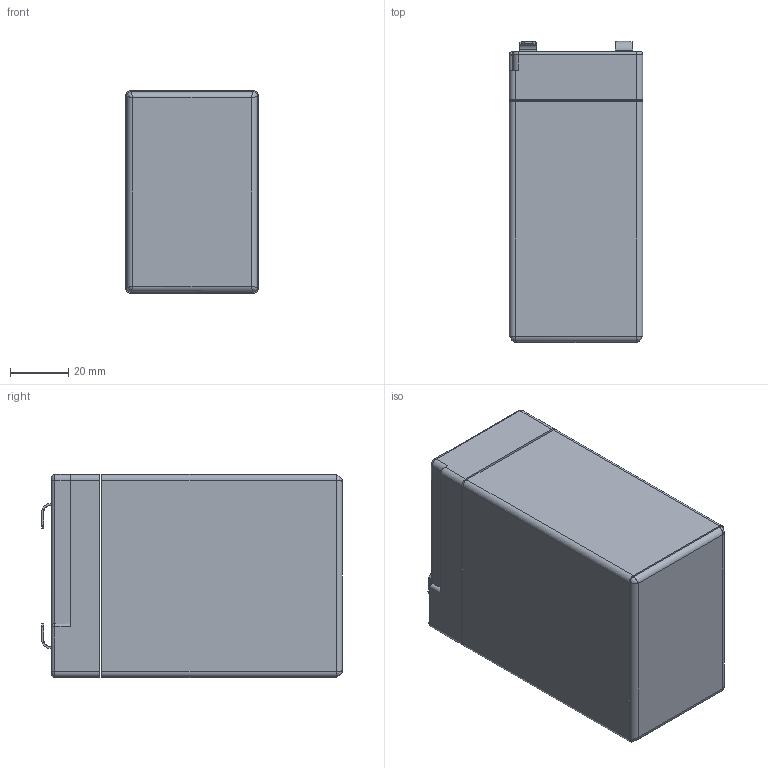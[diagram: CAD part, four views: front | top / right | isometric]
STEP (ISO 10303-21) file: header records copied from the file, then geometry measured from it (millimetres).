
FILE_DESCRIPTION (( 'STEP AP214' ), '1' );
FILE_NAME ('6V, 4.5 Ah, AGM Lead-Acid Battery.STEP', '2022-06-06T05:30:19', ( '' ), ( '' ), 'SwSTEP 2.0', 'SolidWorks 2018', '' );
FILE_SCHEMA (( 'AUTOMOTIVE_DESIGN' ));
Length unit declared in the file: millimetre
Products named in the file (3): Main Body, 6V, 4.5 Ah, AGM Lead-Acid Battery; Cover, 6V, 4.5 Ah, AGM Lead-Acid Battery; 6V, 4.5 Ah, AGM Lead-Acid Battery
Assembly tree (2 placements, depth 2):
  6V, 4.5 Ah, AGM Lead-Acid Battery
    Main Body, 6V, 4.5 Ah, AGM Lead-Acid Battery
    Cover, 6V, 4.5 Ah, AGM Lead-Acid Battery
Bounding box: 46 x 103.7 x 70 mm (x, y, z)
Volume: 54474.9 mm3; surface area: 55819.7 mm2
Topology: 4 solids, 4 shells, 135 faces, 330 edges, 194 vertices
Faces by surface type: plane 71, cylinder 44, sphere 8, bspline 8, torus 4
Entity records: 5349 total; most frequent: CARTESIAN_POINT 1060, DIRECTION 648, ORIENTED_EDGE 632, EDGE_CURVE 316, AXIS2_PLACEMENT_3D 222, VECTOR 204, LINE 204, VERTEX_POINT 194
